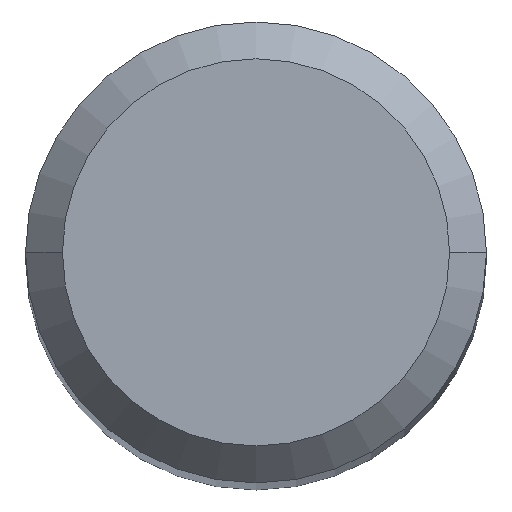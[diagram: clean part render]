
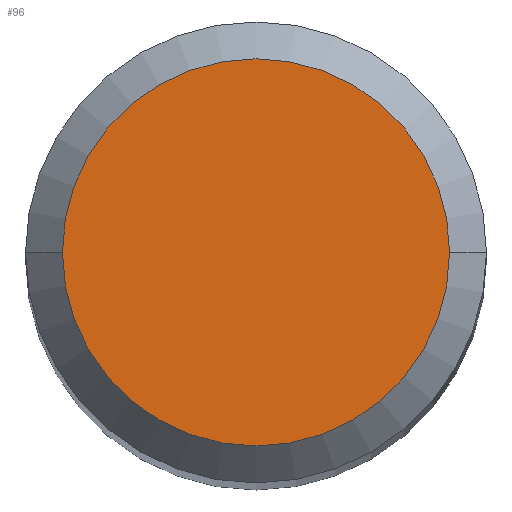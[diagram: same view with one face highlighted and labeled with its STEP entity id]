
A CAD part, top view. The second image highlights one B-rep face of the part: STEP entity #96.
In plain terms, the highlighted planar face has unit normal (0, 0, 1).
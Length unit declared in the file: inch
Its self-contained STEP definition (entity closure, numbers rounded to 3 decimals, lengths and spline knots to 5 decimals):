
#5 = ORIENTED_EDGE ( 'NONE', *, *, #203, .T. ) ;
#11 = DIRECTION ( 'NONE',  ( 1., 0., 0. ) ) ;
#13 = CARTESIAN_POINT ( 'NONE',  ( 0.07875, 0., 2. ) ) ;
#21 = AXIS2_PLACEMENT_3D ( 'NONE', #70, #124, #186 ) ;
#23 = VERTEX_POINT ( 'NONE', #27 ) ;
#27 = CARTESIAN_POINT ( 'NONE',  ( -0.07875, 0., 2. ) ) ;
#37 = AXIS2_PLACEMENT_3D ( 'NONE', #194, #153, #237 ) ;
#42 = EDGE_LOOP ( 'NONE', ( #5, #188 ) ) ;
#43 = FACE_OUTER_BOUND ( 'NONE', #42, .T. ) ;
#61 = EDGE_CURVE ( 'NONE', #147, #23, #158, .T. ) ;
#70 = CARTESIAN_POINT ( 'NONE',  ( 0., 0., 2. ) ) ;
#96 = ADVANCED_FACE ( 'NONE', ( #43 ), #155, .T. ) ;
#124 = DIRECTION ( 'NONE',  ( 0., 0., 1. ) ) ;
#147 = VERTEX_POINT ( 'NONE', #13 ) ;
#153 = DIRECTION ( 'NONE',  ( 0., 0., 1. ) ) ;
#155 = PLANE ( 'NONE',  #187 ) ;
#158 = CIRCLE ( 'NONE', #37, 0.07875 ) ;
#165 = CIRCLE ( 'NONE', #21, 0.07875 ) ;
#174 = CARTESIAN_POINT ( 'NONE',  ( 0., 0., 2. ) ) ;
#186 = DIRECTION ( 'NONE',  ( 1., 0., 0. ) ) ;
#187 = AXIS2_PLACEMENT_3D ( 'NONE', #174, #218, #11 ) ;
#188 = ORIENTED_EDGE ( 'NONE', *, *, #61, .T. ) ;
#194 = CARTESIAN_POINT ( 'NONE',  ( 0., 0., 2. ) ) ;
#203 = EDGE_CURVE ( 'NONE', #23, #147, #165, .T. ) ;
#218 = DIRECTION ( 'NONE',  ( 0., 0., 1. ) ) ;
#237 = DIRECTION ( 'NONE',  ( 1., 0., 0. ) ) ;
